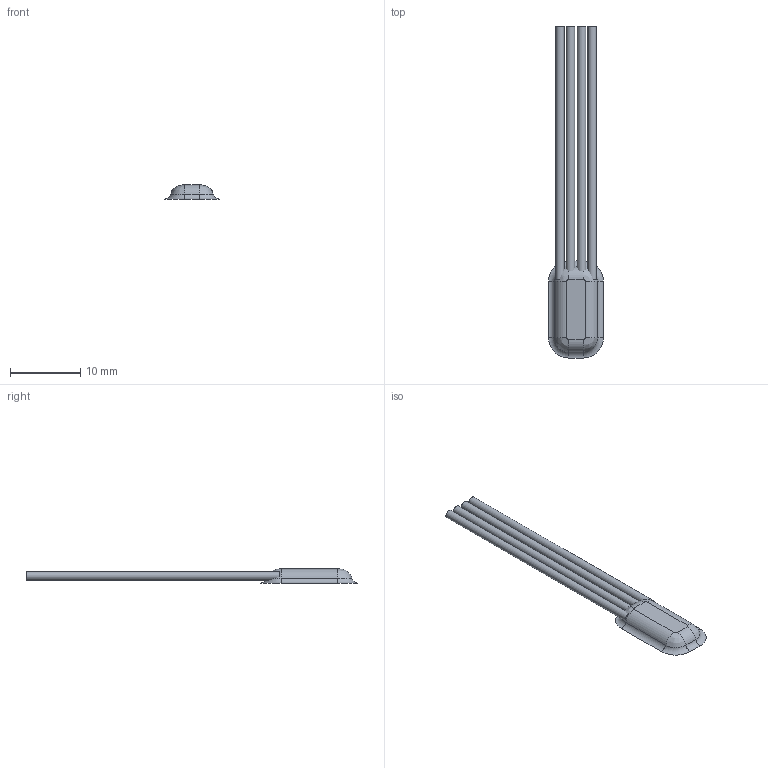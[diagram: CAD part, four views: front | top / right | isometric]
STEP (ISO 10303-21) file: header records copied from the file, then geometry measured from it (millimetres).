
FILE_DESCRIPTION(/* description */ (''),/* implementation_level */ '2;1');
FILE_NAME(/* name */ 'Strain Guage.step',/* time_stamp */ '2024-08-29T21:25:50+08:00',/* author */ (''),/* organization */ (''),/* preprocessor_version */ 'ST-DEVELOPER v20',/* originating_system */ 'Autodesk Translation Framework v13.14.0.145',/* authorisation */ '');
FILE_SCHEMA (('AUTOMOTIVE_DESIGN { 1 0 10303 214 3 1 1 }'));
Length unit declared in the file: millimetre
Products named in the file (1): Strain Guage
Bounding box: 7.8 x 47.1 x 2 mm (x, y, z)
Volume: 288.8 mm3; surface area: 782.2 mm2
Topology: 5 solids, 5 shells, 30 faces, 52 edges, 32 vertices
Faces by surface type: cylinder 12, plane 10, bspline 4, torus 4
Full cylindrical faces by diameter (mm): 1.2 x4
Entity records: 884 total; most frequent: CARTESIAN_POINT 243, DIRECTION 126, ORIENTED_EDGE 104, AXIS2_PLACEMENT_3D 55, EDGE_CURVE 52, VERTEX_POINT 32, FACE_OUTER_BOUND 30, EDGE_LOOP 30
